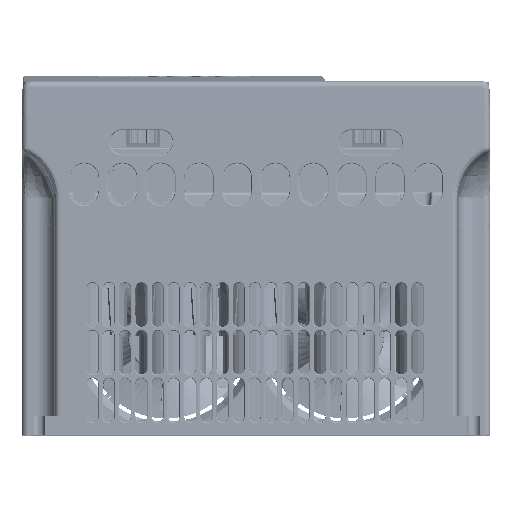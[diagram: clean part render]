
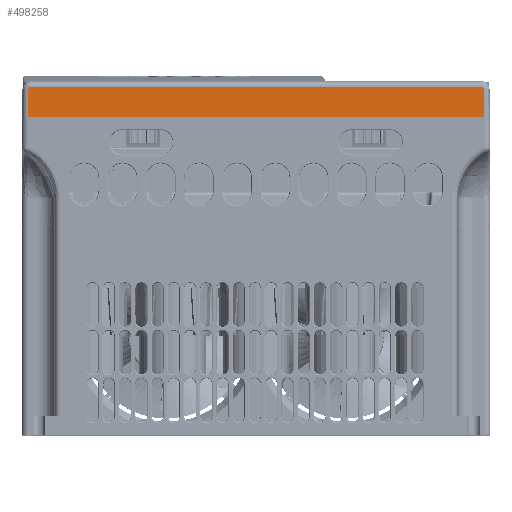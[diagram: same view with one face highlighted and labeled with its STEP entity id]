
A CAD part, top view. The second image highlights one B-rep face of the part: STEP entity #498258.
In plain terms, the highlighted planar face has unit normal (0, 0.018, 1).
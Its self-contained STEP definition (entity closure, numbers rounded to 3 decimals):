
#471664=DIRECTION('',(-1.,0.,0.));
#471665=VECTOR('',#471664,236.561);
#471666=CARTESIAN_POINT('',(118.28,72.052,
168.22));
#471667=LINE('',#471666,#471665);
#471678=DIRECTION('',(0.017,1.,-0.017));
#471679=VECTOR('',#471678,14.617);
#471680=CARTESIAN_POINT('',(-119.492,56.5,168.491));
#471681=LINE('',#471680,#471679);
#471685=CARTESIAN_POINT('',(-119.237,71.112,
168.236));
#471686=CARTESIAN_POINT('',(-119.235,71.214,
168.234));
#471687=CARTESIAN_POINT('',(-119.201,71.405,
168.231));
#471688=CARTESIAN_POINT('',(-119.068,71.661,
168.227));
#471689=CARTESIAN_POINT('',(-118.867,71.871,
168.223));
#471690=CARTESIAN_POINT('',(-118.597,72.017,
168.22));
#471691=CARTESIAN_POINT('',(-118.386,72.052,
168.22));
#471692=CARTESIAN_POINT('',(-118.28,72.052,
168.22));
#471693=CARTESIAN_POINT('',(-118.28,72.052,
168.22));
#471698=CARTESIAN_POINT('',(118.28,72.052,
168.22));
#471699=CARTESIAN_POINT('',(118.382,72.052,
168.22));
#471700=CARTESIAN_POINT('',(118.574,72.022,
168.22));
#471701=CARTESIAN_POINT('',(118.832,71.894,
168.223));
#471702=CARTESIAN_POINT('',(119.045,71.696,
168.226));
#471703=CARTESIAN_POINT('',(119.196,71.428,
168.231));
#471704=CARTESIAN_POINT('',(119.235,71.218,
168.234));
#471705=CARTESIAN_POINT('',(119.237,71.112,
168.236));
#471706=CARTESIAN_POINT('',(119.237,71.112,
168.236));
#471711=DIRECTION('',(0.017,-1.,0.017));
#471712=VECTOR('',#471711,14.617);
#471713=CARTESIAN_POINT('',(119.237,71.112,
168.236));
#471714=LINE('',#471713,#471712);
#471718=DIRECTION('',(-1.,0.,0.));
#471719=VECTOR('',#471718,238.983);
#471720=CARTESIAN_POINT('',(119.492,56.5,168.491));
#471721=LINE('',#471720,#471719);
#494672=CARTESIAN_POINT('',(-118.28,72.052,
168.22));
#494673=VERTEX_POINT('',#494672);
#494674=VERTEX_POINT('',#471685);
#494675=CARTESIAN_POINT('',(118.28,72.052,
168.22));
#494676=VERTEX_POINT('',#494675);
#494677=CARTESIAN_POINT('',(-119.492,56.5,168.491));
#494678=VERTEX_POINT('',#494677);
#494679=VERTEX_POINT('',#471706);
#494680=CARTESIAN_POINT('',(119.492,56.5,168.491));
#494681=VERTEX_POINT('',#494680);
#498241=CARTESIAN_POINT('',(-128.844,56.,168.5));
#498242=DIRECTION('',(0.,0.017,1.));
#498243=DIRECTION('',(-1.,0.,0.));
#498244=AXIS2_PLACEMENT_3D('',#498241,#498242,#498243);
#498245=PLANE('',#498244);
#498247=ORIENTED_EDGE('',*,*,#498246,.T.);
#498248=ORIENTED_EDGE('',*,*,#498206,.T.);
#498249=ORIENTED_EDGE('',*,*,#498225,.F.);
#498251=ORIENTED_EDGE('',*,*,#498250,.T.);
#498253=ORIENTED_EDGE('',*,*,#498252,.T.);
#498255=ORIENTED_EDGE('',*,*,#498254,.T.);
#498256=EDGE_LOOP('',(#498247,#498248,#498249,#498251,#498253,#498255));
#498257=FACE_OUTER_BOUND('',#498256,.F.);
#471694=B_SPLINE_CURVE_WITH_KNOTS('',3,(#471685,#471686,#471687,#471688,#471689,
#471690,#471691,#471692,#471693),.UNSPECIFIED.,.F.,.F.,(4,1,1,1,1,1,4),(0.,
0.205,0.387,0.576,0.785,
1.,1.),.UNSPECIFIED.);
#471707=B_SPLINE_CURVE_WITH_KNOTS('',3,(#471698,#471699,#471700,#471701,#471702,
#471703,#471704,#471705,#471706),.UNSPECIFIED.,.F.,.F.,(4,1,1,1,1,1,4),(0.,
0.205,0.387,0.576,0.785,
1.,1.),.UNSPECIFIED.);
#498206=EDGE_CURVE('',#494674,#494673,#471694,.T.);
#498225=EDGE_CURVE('',#494676,#494673,#471667,.T.);
#498246=EDGE_CURVE('',#494678,#494674,#471681,.T.);
#498250=EDGE_CURVE('',#494676,#494679,#471707,.T.);
#498252=EDGE_CURVE('',#494679,#494681,#471714,.T.);
#498254=EDGE_CURVE('',#494681,#494678,#471721,.T.);
#498258=ADVANCED_FACE('',(#498257),#498245,.T.);
